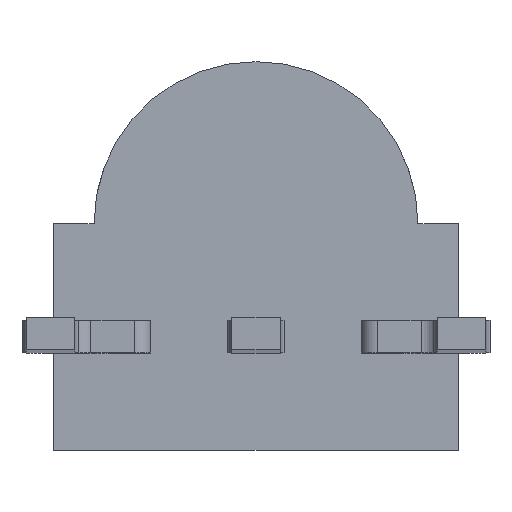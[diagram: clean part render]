
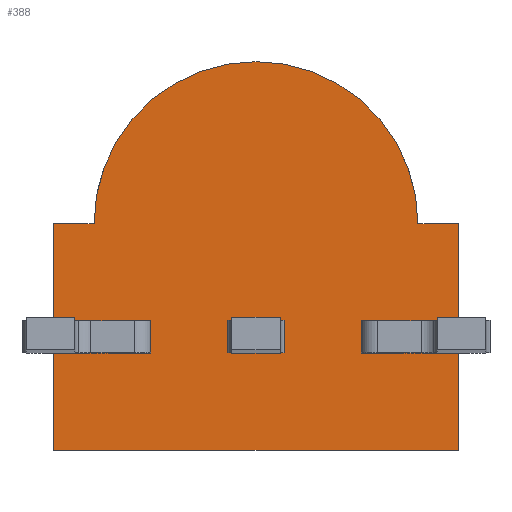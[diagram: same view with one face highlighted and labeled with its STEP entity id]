
A CAD part, top view. The second image highlights one B-rep face of the part: STEP entity #388.
In plain terms, the highlighted planar face has unit normal (0, 0, 1).
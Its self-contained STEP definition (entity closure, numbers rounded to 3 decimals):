
#186=CARTESIAN_POINT('',(2.5,-1.4,6.95));
#187=VERTEX_POINT('',#186);
#194=CARTESIAN_POINT('',(-2.5,-1.4,6.95));
#195=VERTEX_POINT('',#194);
#196=CARTESIAN_POINT('',(-2.5,-1.4,6.95));
#197=DIRECTION('',(1.0,0.0,0.0));
#198=VECTOR('',#197,5.);
#199=LINE('',#196,#198);
#200=EDGE_CURVE('',#195,#187,#199,.T.);
#253=CARTESIAN_POINT('',(-2.5,1.4,6.95));
#254=VERTEX_POINT('',#253);
#255=CARTESIAN_POINT('',(-2.5,1.4,6.95));
#256=DIRECTION('',(0.0,-1.0,0.0));
#257=VECTOR('',#256,2.8);
#258=LINE('',#255,#257);
#259=EDGE_CURVE('',#254,#195,#258,.T.);
#277=CARTESIAN_POINT('',(2.0,1.4,6.95));
#278=VERTEX_POINT('',#277);
#316=CARTESIAN_POINT('',(-2.0,1.4,6.95));
#317=VERTEX_POINT('',#316);
#324=CARTESIAN_POINT('',(0.,1.4,6.95));
#325=DIRECTION('',(0.0,0.0,-1.0));
#326=DIRECTION('',(-1.0,0.0,0.0));
#327=AXIS2_PLACEMENT_3D('',#324,#325,#326);
#328=CIRCLE('',#327,2.0);
#329=EDGE_CURVE('',#317,#278,#328,.T.);
#358=CARTESIAN_POINT('',(0.,0.,6.95));
#359=DIRECTION('',(0.0,0.0,1.0));
#360=DIRECTION('',(1.0,0.0,0.0));
#361=AXIS2_PLACEMENT_3D('',#358,#359,#360);
#362=PLANE('',#361);
#363=CARTESIAN_POINT('',(-2.0,1.4,6.95));
#364=DIRECTION('',(-1.0,0.0,0.0));
#365=VECTOR('',#364,0.5);
#366=LINE('',#363,#365);
#367=EDGE_CURVE('',#317,#254,#366,.T.);
#368=ORIENTED_EDGE('',*,*,#367,.T.);
#369=ORIENTED_EDGE('',*,*,#259,.T.);
#370=ORIENTED_EDGE('',*,*,#200,.T.);
#371=CARTESIAN_POINT('',(2.5,1.4,6.95));
#372=VERTEX_POINT('',#371);
#373=CARTESIAN_POINT('',(2.5,-1.4,6.95));
#374=DIRECTION('',(0.0,1.0,0.0));
#375=VECTOR('',#374,2.8);
#376=LINE('',#373,#375);
#377=EDGE_CURVE('',#187,#372,#376,.T.);
#378=ORIENTED_EDGE('',*,*,#377,.T.);
#379=CARTESIAN_POINT('',(2.5,1.4,6.95));
#380=DIRECTION('',(-1.0,0.0,0.0));
#381=VECTOR('',#380,0.5);
#382=LINE('',#379,#381);
#383=EDGE_CURVE('',#372,#278,#382,.T.);
#384=ORIENTED_EDGE('',*,*,#383,.T.);
#385=ORIENTED_EDGE('',*,*,#329,.F.);
#386=EDGE_LOOP('',(#368,#369,#370,#378,#384,#385));
#387=FACE_OUTER_BOUND('',#386,.T.);
#388=ADVANCED_FACE('',(#387),#362,.T.);
